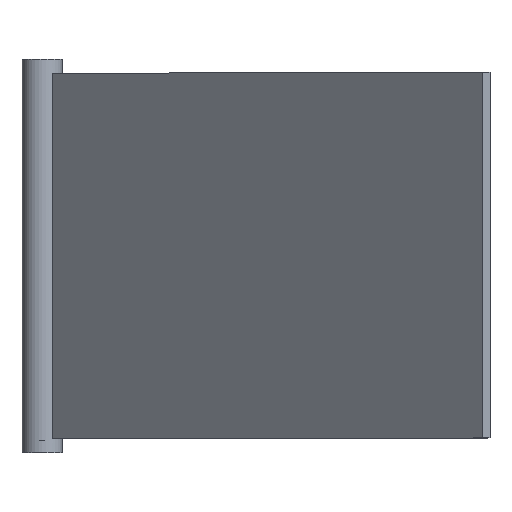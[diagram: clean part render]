
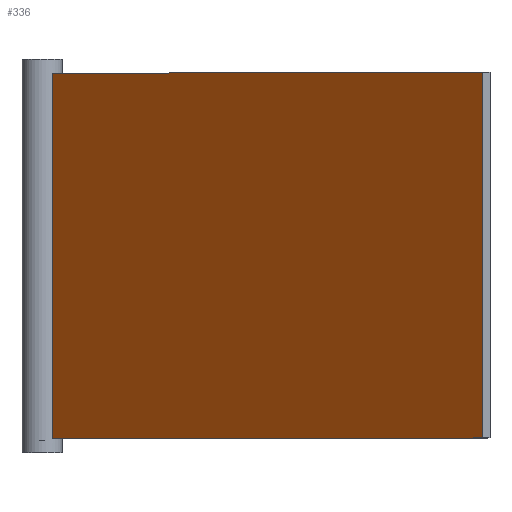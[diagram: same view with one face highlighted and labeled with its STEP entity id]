
A CAD part, top view. The second image highlights one B-rep face of the part: STEP entity #336.
In plain terms, the highlighted planar face has unit normal (-0.707, 0, 0.707).
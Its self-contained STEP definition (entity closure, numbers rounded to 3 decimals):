
#59=FACE_OUTER_BOUND('',#79,.T.);
#79=EDGE_LOOP('',(#227,#228,#229,#230));
#104=LINE('',#551,#123);
#105=LINE('',#553,#124);
#106=LINE('',#555,#125);
#107=LINE('',#556,#126);
#123=VECTOR('',#430,10.);
#124=VECTOR('',#431,10.);
#125=VECTOR('',#432,10.);
#126=VECTOR('',#433,10.);
#142=VERTEX_POINT('',#549);
#143=VERTEX_POINT('',#550);
#144=VERTEX_POINT('',#552);
#145=VERTEX_POINT('',#554);
#178=EDGE_CURVE('',#142,#143,#104,.T.);
#179=EDGE_CURVE('',#142,#144,#105,.T.);
#180=EDGE_CURVE('',#145,#144,#106,.T.);
#181=EDGE_CURVE('',#143,#145,#107,.T.);
#227=ORIENTED_EDGE('',*,*,#178,.F.);
#228=ORIENTED_EDGE('',*,*,#179,.T.);
#229=ORIENTED_EDGE('',*,*,#180,.F.);
#230=ORIENTED_EDGE('',*,*,#181,.F.);
#325=PLANE('',#376);
#336=ADVANCED_FACE('',(#59),#325,.T.);
#376=AXIS2_PLACEMENT_3D('',#548,#428,#429);
#428=DIRECTION('center_axis',(-0.707,0.,0.707));
#429=DIRECTION('ref_axis',(0.,-1.,0.));
#430=DIRECTION('',(0.,1.,0.));
#431=DIRECTION('',(0.707,0.,0.707));
#432=DIRECTION('',(0.,-1.,0.));
#433=DIRECTION('',(0.707,0.,0.707));
#548=CARTESIAN_POINT('Origin',(5.303,187.4,8.839));
#549=CARTESIAN_POINT('',(5.079,7.,8.614));
#550=CARTESIAN_POINT('',(5.079,187.4,8.614));
#551=CARTESIAN_POINT('',(5.079,0.,8.614));
#552=CARTESIAN_POINT('',(217.435,7.,220.971));
#553=CARTESIAN_POINT('',(5.303,7.,8.839));
#554=CARTESIAN_POINT('',(217.435,187.4,220.971));
#555=CARTESIAN_POINT('',(217.435,187.4,220.971));
#556=CARTESIAN_POINT('',(5.303,187.4,8.839));
